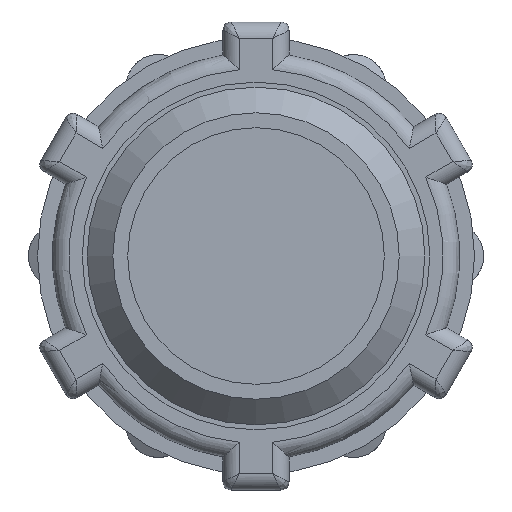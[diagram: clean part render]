
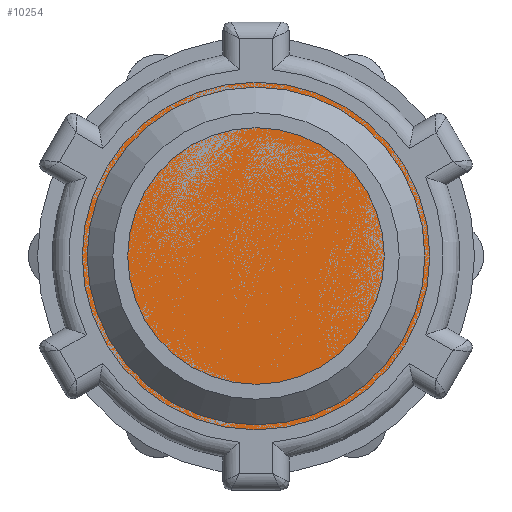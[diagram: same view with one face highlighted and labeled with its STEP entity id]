
A CAD part, front view. The second image highlights one B-rep face of the part: STEP entity #10254.
In plain terms, the highlighted planar face has unit normal (0, 1, 0).
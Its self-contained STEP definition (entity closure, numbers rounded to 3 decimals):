
#1245=FACE_OUTER_BOUND('',#1905,.T.);
#1905=EDGE_LOOP('',(#8836));
#2465=CIRCLE('',#11353,10.5);
#4696=VERTEX_POINT('',#20951);
#6079=EDGE_CURVE('',#4696,#4696,#2465,.T.);
#8836=ORIENTED_EDGE('',*,*,#6079,.T.);
#9043=PLANE('',#11352);
#10254=ADVANCED_FACE('',(#1245),#9043,.T.);
#11352=AXIS2_PLACEMENT_3D('',#20950,#14219,#14220);
#11353=AXIS2_PLACEMENT_3D('',#20952,#14221,#14222);
#14219=DIRECTION('center_axis',(0.,1.,0.));
#14220=DIRECTION('ref_axis',(0.,0.,1.));
#14221=DIRECTION('center_axis',(0.,1.,0.));
#14222=DIRECTION('ref_axis',(-1.,0.,0.));
#20950=CARTESIAN_POINT('Origin',(5.863,-5.949,0.));
#20951=CARTESIAN_POINT('',(5.863,-5.949,-10.5));
#20952=CARTESIAN_POINT('Origin',(5.863,-5.949,0.));
